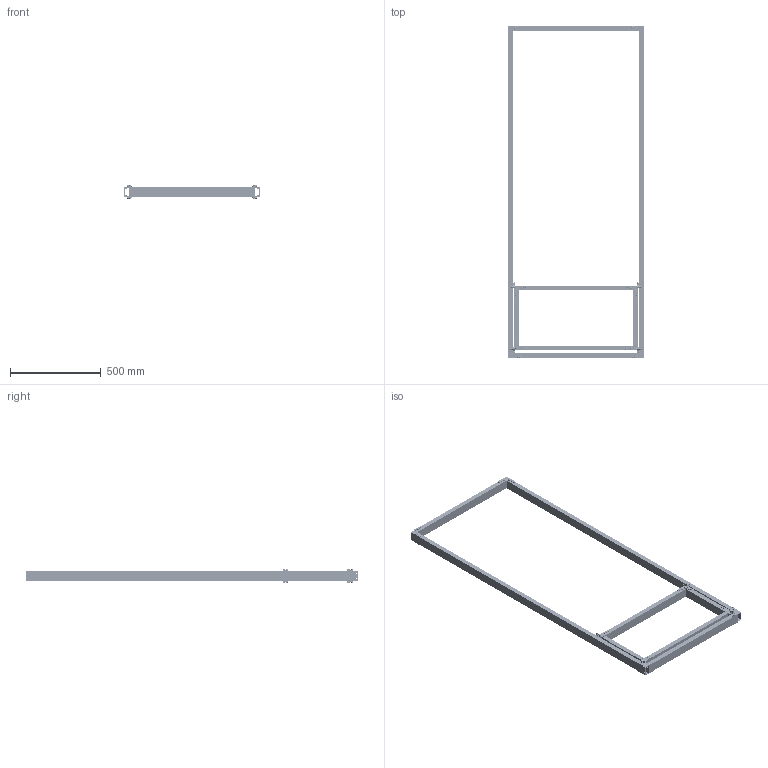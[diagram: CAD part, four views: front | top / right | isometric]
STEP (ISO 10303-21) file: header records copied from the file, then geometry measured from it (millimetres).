
FILE_DESCRIPTION (( 'STEP AP214' ), '1' );
FILE_NAME ('am-4878 2x1 CF Elevator 1 Stage Bearing and Structure Kit.STEP', '2022-11-30T15:27:49', ( '' ), ( '' ), 'SwSTEP 2.0', 'SolidWorks 2022', '' );
FILE_SCHEMA (( 'AUTOMOTIVE_DESIGN' ));
Length unit declared in the file: inch
Products named in the file (19): am-xxxx 1.000t x .192id .313OD Aluminum Spacer; am-4246 CF5 Crowned Cam Follower; 695-2Z Bearing_7804K108; Corner Bracket Example_Top Left Corner Bracket; Middle Stage 72 Vertical 2x1_2 Stage Elevator; Carriage 24.75 Horizontal 2x1; Carriage 14 Vertical 2x1; Elevator Corner Bracket; 2x1 UniPlate V0.1 alt screw; AS31-10-44 Aluminum Spacer; 10-32 Nylock Jam Nut_90633A411; SHCS 10-32 x 2.75_HX-SHCS 0.19-32x2.75x0.875-C; M5 Nylock Nut 1_90576A104; FHCS 10-32x0.625_SCHCSCREW 0.19-32x0.625x0.625-HX-C; Middle Stage 27.375 Horizontal 2x1; Corner Bracket Example_Top Right Corner Bracket; 2x1 Cam Follower Bearing Assembly; am-4878 2x1 CF Elevator 1 Stage Bearing and Structure Kit; 187 pop rivet
Assembly tree (59 placements, depth 3):
  am-4878 2x1 CF Elevator 1 Stage Bearing and Structure Kit
    Middle Stage 27.375 Horizontal 2x1  x2
    Middle Stage 72 Vertical 2x1_2 Stage Elevator  x2
    Carriage 14 Vertical 2x1  x2
    Carriage 24.75 Horizontal 2x1  x2
    2x1 Cam Follower Bearing Assembly  x4
      2x1 UniPlate V0.1 alt screw
      am-4246 CF5 Crowned Cam Follower
      695-2Z Bearing_7804K108
      SHCS 10-32 x 2.75_HX-SHCS 0.19-32x2.75x0.875-C
      M5 Nylock Nut 1_90576A104
      10-32 Nylock Jam Nut_90633A411
      AS31-10-44 Aluminum Spacer
      am-xxxx 1.000t x .192id .313OD Aluminum Spacer
      FHCS 10-32x0.625_SCHCSCREW 0.19-32x0.625x0.625-HX-C
    Corner Bracket Example_Top Right Corner Bracket  x8
      Elevator Corner Bracket
      187 pop rivet
    Corner Bracket Example_Top Left Corner Bracket  x8
      Elevator Corner Bracket
      187 pop rivet
Bounding box: 746.12 x 1828.8 x 79.93 mm (x, y, z)
Volume: 1738813.4 mm3; surface area: 2236498.2 mm2
Topology: 336 solids, 336 shells, 3756 faces, 8360 edges, 5296 vertices
Faces by surface type: cylinder 1276, plane 1268, cone 668, torus 432, sphere 96, bspline 16
Full cylindrical faces by diameter (mm): 1.5 x8, 2.921 x112, 4.091 x12, 4.178 x36, 4.255 x8, 4.342 x32, 4.788 x112, 4.826 x60, 4.851 x128, 4.877 x4, 4.9 x8, 4.92 x4, 5 x120, 5.105 x48, 5.294 x8, 6.08 x12, 7.937 x4, 7.938 x8, 8.209 x32, 9.2 x16, 9.525 x112, 9.791 x32, 10.213 x8, 12.959 x8, 13 x8
Entity records: 13132 total; most frequent: CARTESIAN_POINT 4110, DIRECTION 1678, ORIENTED_EDGE 1302, AXIS2_PLACEMENT_3D 707, EDGE_CURVE 651, EDGE_LOOP 580, VERTEX_POINT 481, FACE_OUTER_BOUND 442
